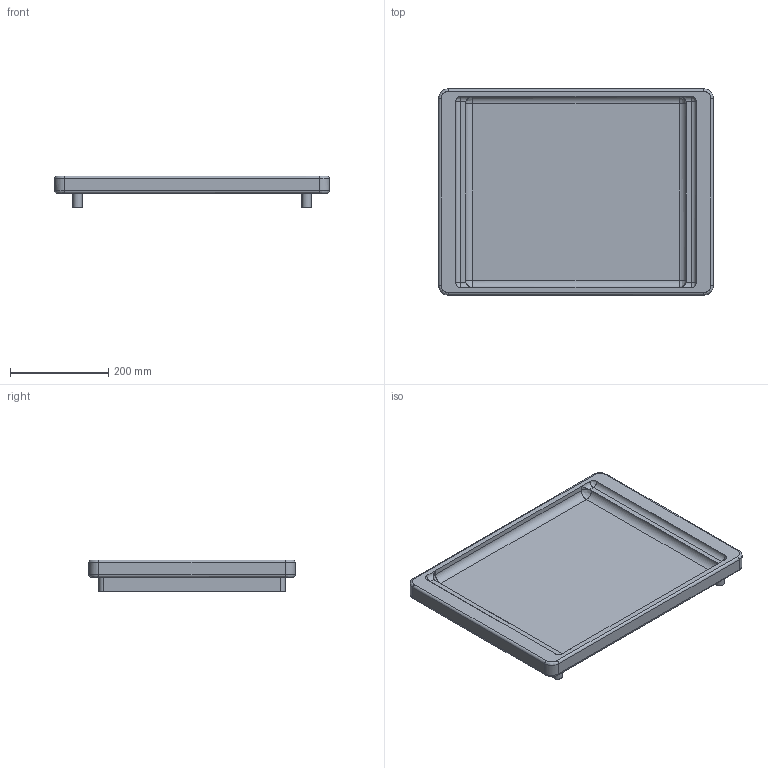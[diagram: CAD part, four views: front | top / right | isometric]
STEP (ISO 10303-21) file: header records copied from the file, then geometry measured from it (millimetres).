
FILE_DESCRIPTION(/* description */ (''),/* implementation_level */ '2;1');
FILE_NAME(/* name */ 'Tray_CB-12_3D',/* time_stamp */ '2023-10-06T13:49:28+02:00',/* author */ (''),/* organization */ (''),/* preprocessor_version */ 'ST-DEVELOPER v16.5',/* originating_system */ 'Rhino 7.31',/* authorisation */ '');
FILE_SCHEMA (('AUTOMOTIVE_DESIGN'));
Length unit declared in the file: centimetre
Products named in the file (2): Document; Stacking_Tray_CB-12
Assembly tree (1 placements, depth 2):
  Document
    Stacking_Tray_CB-12
Bounding box: 560 x 420 x 65 mm (x, y, z)
Surface area: 632037.5 mm2 (no closed solid volume)
Topology: 0 solids, 65 shells, 65 faces, 276 edges, 276 vertices
Faces by surface type: cylinder 30, plane 19, bspline 16
Entity records: 3633 total; most frequent: CARTESIAN_POINT 1575, ORIENTED_EDGE 276, EDGE_CURVE 276, VERTEX_POINT 276, B_SPLINE_CURVE_WITH_KNOTS 124, EDGE_LOOP 66, COLOUR_RGB 65, FILL_AREA_STYLE_COLOUR 65
